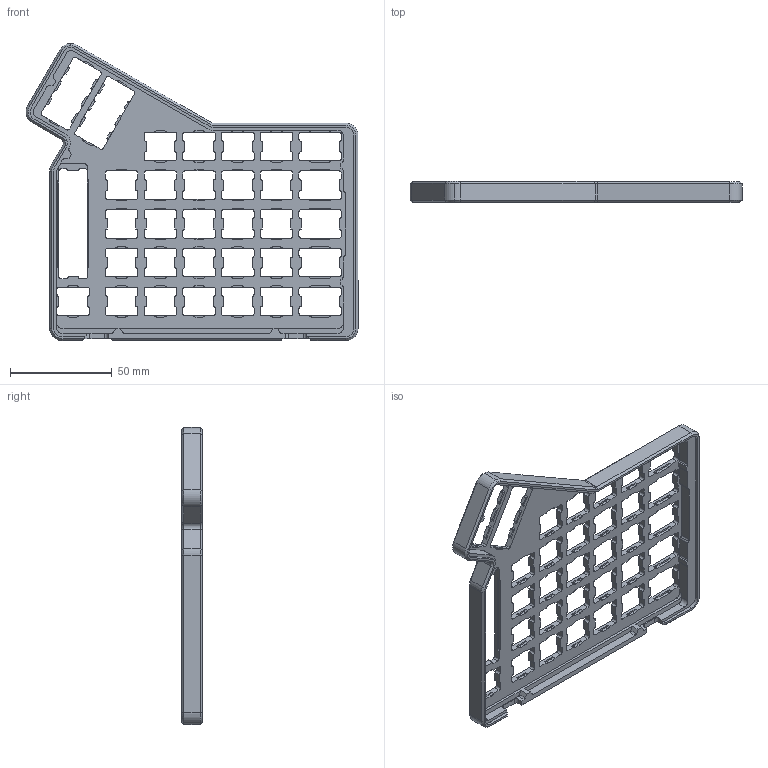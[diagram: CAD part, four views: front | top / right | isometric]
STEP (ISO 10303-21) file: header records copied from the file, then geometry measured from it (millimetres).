
FILE_DESCRIPTION (( 'STEP AP214' ), '1' );
FILE_NAME ('sol-cnc-rightSTEP.STEP', '2018-08-05T03:01:56', ( '' ), ( '' ), 'SwSTEP 2.0', 'SolidWorks 2017', '' );
FILE_SCHEMA (( 'AUTOMOTIVE_DESIGN' ));
Length unit declared in the file: millimetre
Products named in the file (1): sol-cnc-rightSTEP
Bounding box: 163.28 x 10.2 x 146.13 mm (x, y, z)
Volume: 42429.2 mm3; surface area: 34571.6 mm2
Topology: 1 solids, 1 shells, 995 faces, 2943 edges, 1948 vertices
Faces by surface type: plane 502, cylinder 476, cone 17
Entity records: 33589 total; most frequent: CARTESIAN_POINT 5911, DIRECTION 5889, ORIENTED_EDGE 5886, EDGE_CURVE 2943, VECTOR 1973, LINE 1973, AXIS2_PLACEMENT_3D 1958, VERTEX_POINT 1948
